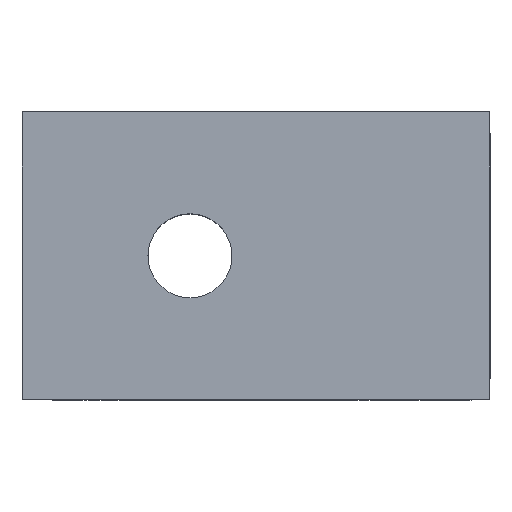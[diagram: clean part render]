
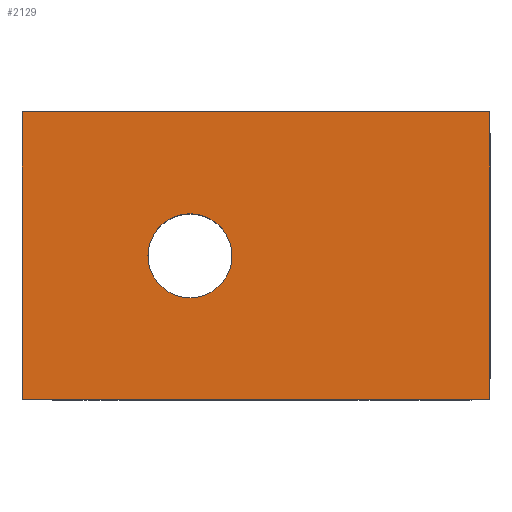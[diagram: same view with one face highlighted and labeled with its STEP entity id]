
A CAD part, top view. The second image highlights one B-rep face of the part: STEP entity #2129.
In plain terms, the highlighted planar face has unit normal (0, 0, 1).
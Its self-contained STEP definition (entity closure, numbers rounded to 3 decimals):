
#90=FACE_BOUND('',#320,.T.);
#95=CIRCLE('',#2240,1.75);
#194=FACE_OUTER_BOUND('',#319,.T.);
#319=EDGE_LOOP('',(#1588,#1589,#1590,#1591));
#320=EDGE_LOOP('',(#1592));
#427=LINE('',#3064,#657);
#473=LINE('',#3196,#703);
#508=LINE('',#3261,#738);
#509=LINE('',#3262,#739);
#657=VECTOR('',#2450,10.);
#703=VECTOR('',#2540,10.);
#738=VECTOR('',#2629,10.);
#739=VECTOR('',#2630,10.);
#882=VERTEX_POINT('',#3051);
#886=VERTEX_POINT('',#3061);
#887=VERTEX_POINT('',#3063);
#950=VERTEX_POINT('',#3193);
#951=VERTEX_POINT('',#3195);
#1079=EDGE_CURVE('',#882,#882,#95,.T.);
#1085=EDGE_CURVE('',#886,#887,#427,.T.);
#1151=EDGE_CURVE('',#950,#951,#473,.T.);
#1186=EDGE_CURVE('',#886,#951,#508,.T.);
#1187=EDGE_CURVE('',#887,#950,#509,.T.);
#1588=ORIENTED_EDGE('',*,*,#1186,.T.);
#1589=ORIENTED_EDGE('',*,*,#1151,.F.);
#1590=ORIENTED_EDGE('',*,*,#1187,.F.);
#1591=ORIENTED_EDGE('',*,*,#1085,.F.);
#1592=ORIENTED_EDGE('',*,*,#1079,.T.);
#2046=PLANE('',#2290);
#2129=ADVANCED_FACE('',(#194,#90),#2046,.F.);
#2240=AXIS2_PLACEMENT_3D('',#3052,#2441,#2442);
#2290=AXIS2_PLACEMENT_3D('',#3260,#2627,#2628);
#2441=DIRECTION('center_axis',(0.,0.,-1.));
#2442=DIRECTION('ref_axis',(1.,0.,0.));
#2450=DIRECTION('',(1.,0.,0.));
#2540=DIRECTION('',(-1.,0.,0.));
#2627=DIRECTION('center_axis',(0.,0.,-1.));
#2628=DIRECTION('ref_axis',(-1.,0.,0.));
#2629=DIRECTION('',(0.,-1.,0.));
#2630=DIRECTION('',(0.,-1.,0.));
#3051=CARTESIAN_POINT('',(-1.75,0.,0.));
#3052=CARTESIAN_POINT('Origin',(0.,0.,0.));
#3061=CARTESIAN_POINT('',(-7.,6.,0.));
#3063=CARTESIAN_POINT('',(12.5,6.,0.));
#3064=CARTESIAN_POINT('',(-12.5,6.,0.));
#3193=CARTESIAN_POINT('',(12.5,-6.,0.));
#3195=CARTESIAN_POINT('',(-7.,-6.,0.));
#3196=CARTESIAN_POINT('',(12.5,-6.,0.));
#3260=CARTESIAN_POINT('Origin',(0.,0.,0.));
#3261=CARTESIAN_POINT('',(-7.,3.,0.));
#3262=CARTESIAN_POINT('',(12.5,6.,0.));
